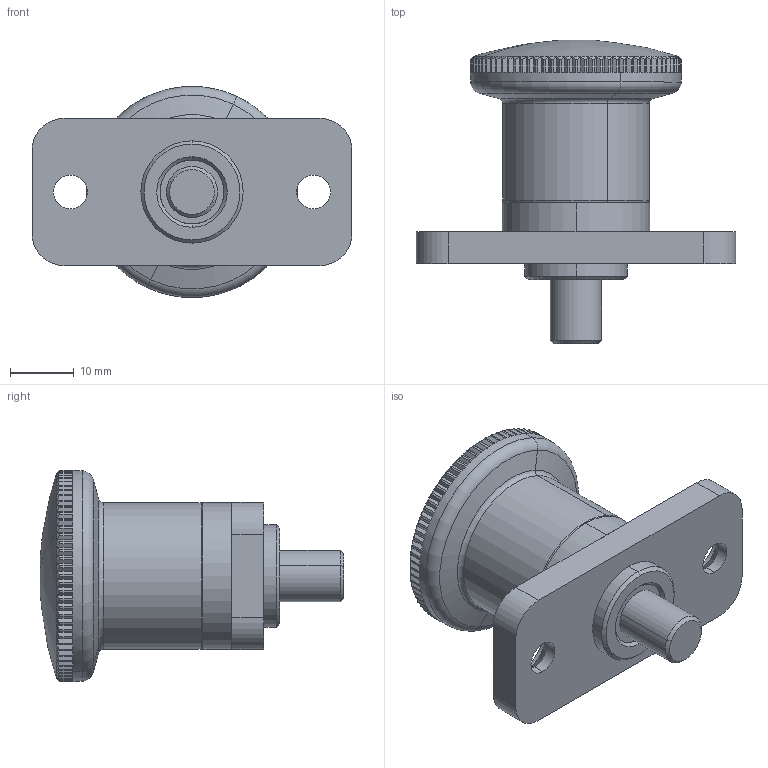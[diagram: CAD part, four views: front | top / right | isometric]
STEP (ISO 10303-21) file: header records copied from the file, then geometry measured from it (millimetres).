
FILE_DESCRIPTION(/* description */ (''),/* implementation_level */ '2;1');
FILE_NAME(/* name */ '13464_KriTec_Miniraster_mit_Flansch_Bolzen_D8x10.stp',/* time_stamp */ '2014-10-27T13:53:19+01:00',/* author */ ('kostic'),/* organization */ (''),/* preprocessor_version */ 'ST-DEVELOPER v15.2',/* originating_system */ 'Autodesk Inventor 2014',/* authorisation */ '');
FILE_SCHEMA (('AUTOMOTIVE_DESIGN { 1 0 10303 214 3 1 1 }'));
Length unit declared in the file: millimetre
Products named in the file (3): gn_822_8-8-10-c_02; gn_822_8-8-10-c_01; 13464_KriTec_Miniraster_mit_Flansch_Bolzen_D8x10
Bounding box: 50 x 47.42 x 33 mm (x, y, z)
Volume: 20360.6 mm3; surface area: 11597.5 mm2
Topology: 2 solids, 2 shells, 438 faces, 1080 edges, 653 vertices
Faces by surface type: plane 287, cone 111, cylinder 32, torus 6, sphere 2
Entity records: 13468 total; most frequent: CARTESIAN_POINT 2856, ORIENTED_EDGE 2160, DIRECTION 2107, EDGE_CURVE 1080, AXIS2_PLACEMENT_3D 788, VERTEX_POINT 653, LINE 531, VECTOR 531
